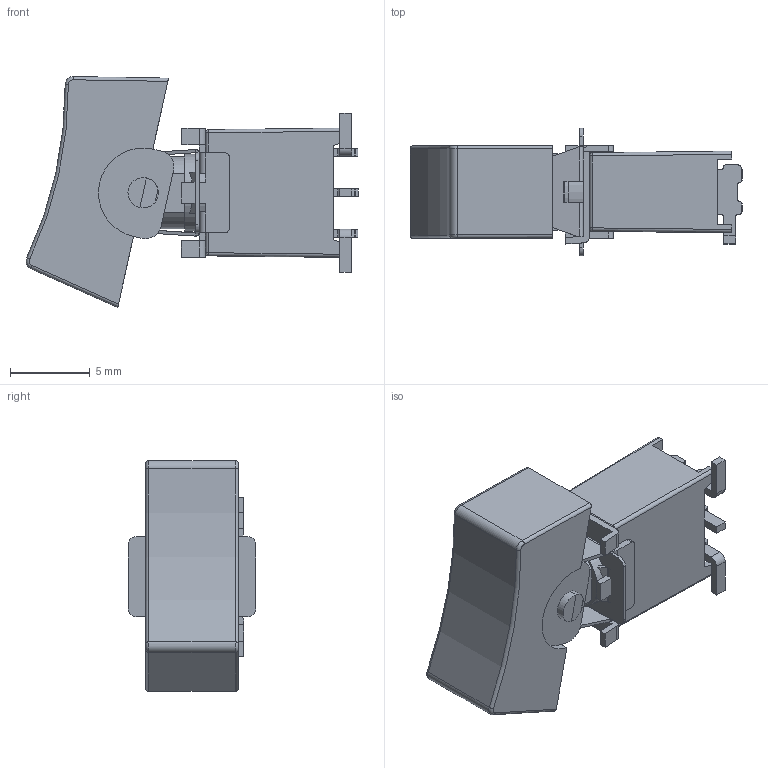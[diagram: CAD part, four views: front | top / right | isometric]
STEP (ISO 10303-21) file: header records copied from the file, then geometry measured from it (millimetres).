
FILE_DESCRIPTION((''),'2;1');
FILE_NAME('1SM-MDP1-R22-M6GE_ASM','2016-06-01T',('tajsmith'),(''),'CREO PARAMETRIC BY PTC INC, 2015480','CREO PARAMETRIC BY PTC INC, 2015480','');
FILE_SCHEMA(('AUTOMOTIVE_DESIGN { 1 0 10303 214 1 1 1 1 }'));
Length unit declared in the file: inch
Products named in the file (14): CA018; WTE102; WTE133; WTE110; EL013-3; WHO068; WSU1250; SL064; WST013; WSP013; TO029; CP044; WSU153; 1SM-MDP1-R22-M6GE_ASM
Assembly tree (13 placements, depth 2):
  1SM-MDP1-R22-M6GE_ASM
    CA018
    WTE102
    WTE133
    WTE110
    EL013-3
    WHO068
    WSU1250
    SL064
    WST013
    WSP013
    TO029
    CP044
    WSU153
Bounding box: 20.78 x 8 x 14.45 mm (x, y, z)
Volume: 125.9 mm3; surface area: 1878.1 mm2
Topology: 8 solids, 15 shells, 580 faces, 1516 edges, 954 vertices
Faces by surface type: plane 298, cylinder 218, bspline 28, cone 18, torus 14, extrusion 4
Entity records: 25596 total; most frequent: CARTESIAN_POINT 6172, ORIENTED_EDGE 2978, DIRECTION 2882, EDGE_CURVE 1498, VECTOR 962, AXIS2_PLACEMENT_3D 960, LINE 958, VERTEX_POINT 954
